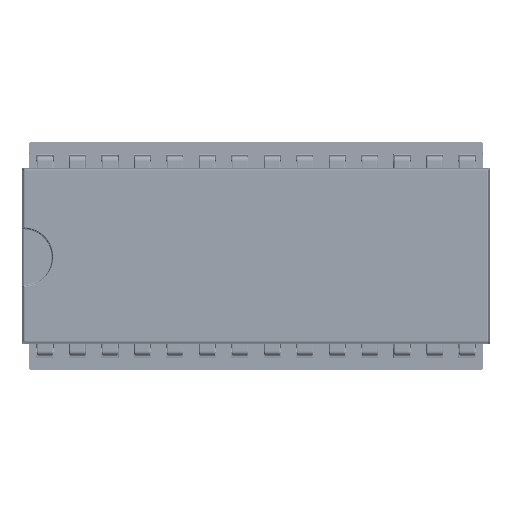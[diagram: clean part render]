
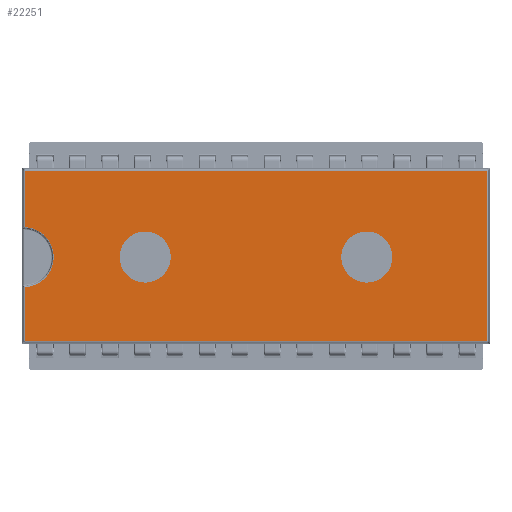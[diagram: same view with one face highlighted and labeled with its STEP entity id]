
A CAD part, top view. The second image highlights one B-rep face of the part: STEP entity #22251.
In plain terms, the highlighted planar face has unit normal (0, 0, 1).
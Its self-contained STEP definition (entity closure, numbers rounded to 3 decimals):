
#886=FACE_BOUND('',#8569,.T.);
#887=FACE_BOUND('',#8570,.T.);
#1518=PLANE('',#23949);
#3825=LINE('',#39012,#6216);
#3826=LINE('',#39016,#6217);
#3827=LINE('',#39018,#6218);
#3828=LINE('',#39020,#6219);
#3829=LINE('',#39021,#6220);
#6216=VECTOR('',#29447,10.);
#6217=VECTOR('',#29452,10.);
#6218=VECTOR('',#29453,10.);
#6219=VECTOR('',#29454,10.);
#6220=VECTOR('',#29455,10.);
#7368=FACE_OUTER_BOUND('',#8568,.T.);
#8568=EDGE_LOOP('',(#20140,#20141,#20142,#20143,#20144,#20145));
#8569=EDGE_LOOP('',(#20146));
#8570=EDGE_LOOP('',(#20147));
#9102=CIRCLE('',#23939,2.35);
#9107=CIRCLE('',#23950,2.);
#9108=CIRCLE('',#23951,2.);
#11322=VERTEX_POINT('',#38968);
#11323=VERTEX_POINT('',#38970);
#11329=VERTEX_POINT('',#39011);
#11330=VERTEX_POINT('',#39015);
#11331=VERTEX_POINT('',#39017);
#11332=VERTEX_POINT('',#39019);
#11333=VERTEX_POINT('',#39022);
#11334=VERTEX_POINT('',#39024);
#14401=EDGE_CURVE('',#11323,#11322,#9102,.T.);
#14411=EDGE_CURVE('',#11322,#11329,#3825,.T.);
#14413=EDGE_CURVE('',#11330,#11323,#3826,.T.);
#14414=EDGE_CURVE('',#11331,#11330,#3827,.T.);
#14415=EDGE_CURVE('',#11332,#11331,#3828,.T.);
#14416=EDGE_CURVE('',#11329,#11332,#3829,.T.);
#14417=EDGE_CURVE('',#11333,#11333,#9107,.T.);
#14418=EDGE_CURVE('',#11334,#11334,#9108,.T.);
#20140=ORIENTED_EDGE('',*,*,#14401,.F.);
#20141=ORIENTED_EDGE('',*,*,#14413,.F.);
#20142=ORIENTED_EDGE('',*,*,#14414,.F.);
#20143=ORIENTED_EDGE('',*,*,#14415,.F.);
#20144=ORIENTED_EDGE('',*,*,#14416,.F.);
#20145=ORIENTED_EDGE('',*,*,#14411,.F.);
#20146=ORIENTED_EDGE('',*,*,#14417,.T.);
#20147=ORIENTED_EDGE('',*,*,#14418,.T.);
#22251=ADVANCED_FACE('',(#7368,#886,#887),#1518,.T.);
#23939=AXIS2_PLACEMENT_3D('',#38972,#29424,#29425);
#23949=AXIS2_PLACEMENT_3D('',#39014,#29450,#29451);
#23950=AXIS2_PLACEMENT_3D('',#39023,#29456,#29457);
#23951=AXIS2_PLACEMENT_3D('',#39025,#29458,#29459);
#29424=DIRECTION('center_axis',(0.,0.,1.));
#29425=DIRECTION('ref_axis',(1.,0.,0.));
#29447=DIRECTION('',(0.,1.,0.));
#29450=DIRECTION('center_axis',(0.,0.,1.));
#29451=DIRECTION('ref_axis',(1.,0.,0.));
#29452=DIRECTION('',(0.,1.,0.));
#29453=DIRECTION('',(-1.,0.,0.));
#29454=DIRECTION('',(0.,-1.,0.));
#29455=DIRECTION('',(1.,0.,0.));
#29456=DIRECTION('center_axis',(0.,0.,-1.));
#29457=DIRECTION('ref_axis',(-1.,0.,0.));
#29458=DIRECTION('center_axis',(0.,0.,-1.));
#29459=DIRECTION('ref_axis',(-1.,0.,0.));
#38968=CARTESIAN_POINT('',(-0.772,10.158,3.85));
#38970=CARTESIAN_POINT('',(-0.772,5.462,3.85));
#38972=CARTESIAN_POINT('Origin',(-0.865,7.81,3.85));
#39011=CARTESIAN_POINT('',(-0.772,14.572,3.85));
#39012=CARTESIAN_POINT('',(-0.772,9.625,3.85));
#39014=CARTESIAN_POINT('Origin',(17.305,7.9,3.85));
#39015=CARTESIAN_POINT('',(-0.772,1.228,3.85));
#39016=CARTESIAN_POINT('',(-0.772,9.625,3.85));
#39017=CARTESIAN_POINT('',(35.382,1.228,3.85));
#39018=CARTESIAN_POINT('',(12.729,1.228,3.85));
#39019=CARTESIAN_POINT('',(35.382,14.572,3.85));
#39020=CARTESIAN_POINT('',(35.382,6.175,3.85));
#39021=CARTESIAN_POINT('',(21.881,14.572,3.85));
#39022=CARTESIAN_POINT('',(27.975,7.811,3.85));
#39023=CARTESIAN_POINT('Origin',(25.975,7.811,3.85));
#39024=CARTESIAN_POINT('',(10.635,7.811,3.85));
#39025=CARTESIAN_POINT('Origin',(8.635,7.811,3.85));
